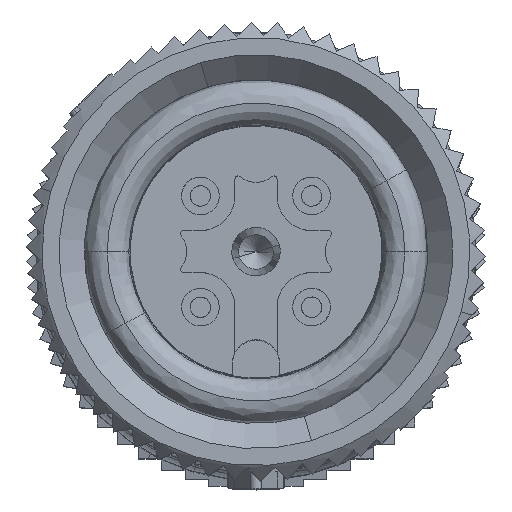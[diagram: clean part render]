
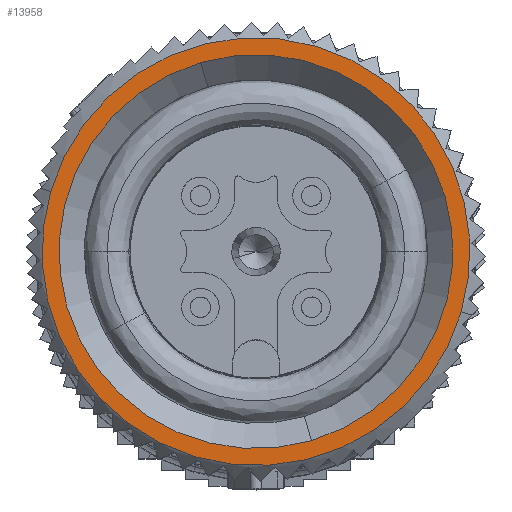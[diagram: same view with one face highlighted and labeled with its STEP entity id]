
A CAD part, top view. The second image highlights one B-rep face of the part: STEP entity #13958.
In plain terms, the highlighted planar face has unit normal (0, 0, 1).
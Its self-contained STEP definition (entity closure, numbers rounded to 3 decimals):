
#11886=AXIS2_PLACEMENT_3D('Circle Axis2P3D',#11884,#11885,$) ;
#13867=AXIS2_PLACEMENT_3D('Circle Axis2P3D',#13865,#13866,$) ;
#13934=AXIS2_PLACEMENT_3D('Plane Axis2P3D',#13931,#13932,#13933) ;
#13942=AXIS2_PLACEMENT_3D('Circle Axis2P3D',#13940,#13941,$) ;
#13951=AXIS2_PLACEMENT_3D('Circle Axis2P3D',#13949,#13950,$) ;
#11881=CARTESIAN_POINT('Vertex',(13.825,5.586,189.5)) ;
#11884=CARTESIAN_POINT('Axis2P3D Location',(7.3,7.5,189.5)) ;
#11888=CARTESIAN_POINT('Vertex',(0.775,9.415,189.5)) ;
#13865=CARTESIAN_POINT('Axis2P3D Location',(7.3,7.5,189.5)) ;
#13931=CARTESIAN_POINT('Axis2P3D Location',(2.492,12.309,189.5)) ;
#13940=CARTESIAN_POINT('Axis2P3D Location',(7.3,7.5,189.5)) ;
#13944=CARTESIAN_POINT('Vertex',(5.538,13.507,189.5)) ;
#13946=CARTESIAN_POINT('Vertex',(9.062,1.494,189.5)) ;
#13949=CARTESIAN_POINT('Axis2P3D Location',(7.3,7.5,189.5)) ;
#11885=DIRECTION('Axis2P3D Direction',(0.,0.,-1.)) ;
#13866=DIRECTION('Axis2P3D Direction',(0.,0.,-1.)) ;
#13932=DIRECTION('Axis2P3D Direction',(0.,0.,1.)) ;
#13933=DIRECTION('Axis2P3D XDirection',(0.707,-0.707,0.)) ;
#13941=DIRECTION('Axis2P3D Direction',(0.,0.,1.)) ;
#13950=DIRECTION('Axis2P3D Direction',(0.,0.,1.)) ;
#13937=ORIENTED_EDGE('',*,*,#11890,.T.) ;
#13938=ORIENTED_EDGE('',*,*,#13869,.T.) ;
#13955=ORIENTED_EDGE('',*,*,#13948,.F.) ;
#13956=ORIENTED_EDGE('',*,*,#13953,.F.) ;
#13957=FACE_BOUND('',#13954,.T.) ;
#13958=ADVANCED_FACE('Hauptk\X2\00F6\X0\rper',(#13939,#13957),#13935,.T.) ;
#11887=CIRCLE('generated circle',#11886,6.8) ;
#13868=CIRCLE('generated circle',#13867,6.8) ;
#13943=CIRCLE('generated circle',#13942,6.26) ;
#13952=CIRCLE('generated circle',#13951,6.26) ;
#11890=EDGE_CURVE('',#11889,#11882,#11887,.F.) ;
#13869=EDGE_CURVE('',#11882,#11889,#13868,.F.) ;
#13948=EDGE_CURVE('',#13945,#13947,#13943,.T.) ;
#13953=EDGE_CURVE('',#13947,#13945,#13952,.T.) ;
#13936=EDGE_LOOP('',(#13937,#13938)) ;
#13954=EDGE_LOOP('',(#13955,#13956)) ;
#13939=FACE_OUTER_BOUND('',#13936,.T.) ;
#13935=PLANE('',#13934) ;
#11882=VERTEX_POINT('',#11881) ;
#11889=VERTEX_POINT('',#11888) ;
#13945=VERTEX_POINT('',#13944) ;
#13947=VERTEX_POINT('',#13946) ;
